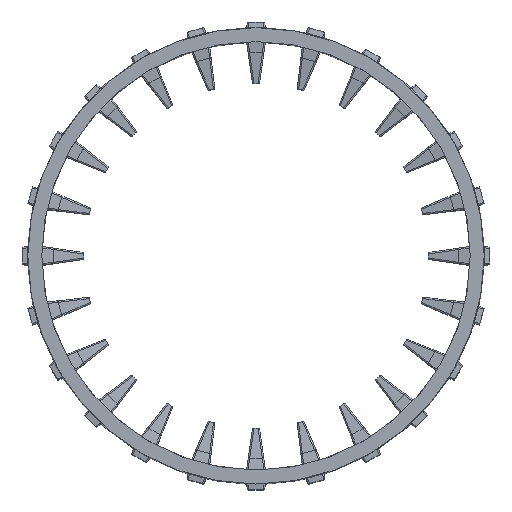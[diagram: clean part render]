
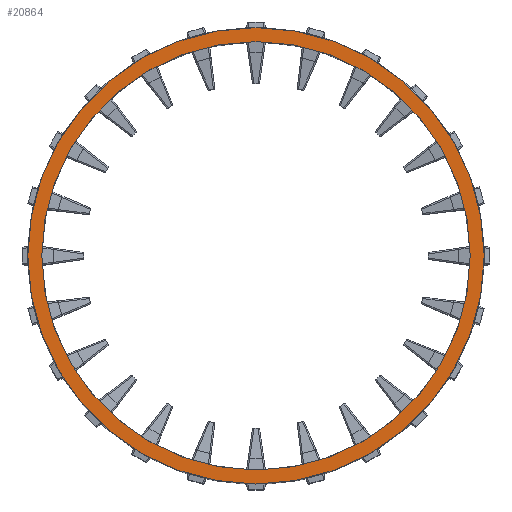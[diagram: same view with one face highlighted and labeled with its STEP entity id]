
A CAD part, top view. The second image highlights one B-rep face of the part: STEP entity #20864.
In plain terms, the highlighted planar face has unit normal (0, 0, 1).
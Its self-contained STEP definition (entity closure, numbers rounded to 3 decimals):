
#2002 = ORIENTED_EDGE ( 'NONE', *, *, #3443, .T. ) ;
#2170 = DIRECTION ( 'NONE',  ( 1., 0., 0. ) ) ;
#2309 = FACE_OUTER_BOUND ( 'NONE', #4837, .T. ) ;
#3001 = CARTESIAN_POINT ( 'NONE',  ( 0., 0., 40. ) ) ;
#3443 = EDGE_CURVE ( 'NONE', #18953, #28153, #16150, .T. ) ;
#3625 = VERTEX_POINT ( 'NONE', #12818 ) ;
#3696 = DIRECTION ( 'NONE',  ( 0., 0., 1. ) ) ;
#4319 = PLANE ( 'NONE',  #25419 ) ;
#4837 = EDGE_LOOP ( 'NONE', ( #2002, #16611 ) ) ;
#5435 = CARTESIAN_POINT ( 'NONE',  ( 76.4, 0., 40. ) ) ;
#5623 = CARTESIAN_POINT ( 'NONE',  ( 0., 0., 40. ) ) ;
#5851 = CIRCLE ( 'NONE', #20564, 76.4 ) ;
#6518 = DIRECTION ( 'NONE',  ( 1., 0., 0. ) ) ;
#6940 = ORIENTED_EDGE ( 'NONE', *, *, #21220, .F. ) ;
#8171 = EDGE_CURVE ( 'NONE', #3625, #14391, #5851, .T. ) ;
#11125 = CARTESIAN_POINT ( 'NONE',  ( 0., 0., 40. ) ) ;
#12818 = CARTESIAN_POINT ( 'NONE',  ( -76.4, 0., 40. ) ) ;
#13688 = DIRECTION ( 'NONE',  ( 0., 0., 1. ) ) ;
#13912 = DIRECTION ( 'NONE',  ( 0., 0., 1. ) ) ;
#14391 = VERTEX_POINT ( 'NONE', #5435 ) ;
#15103 = DIRECTION ( 'NONE',  ( 0., 0., 1. ) ) ;
#15251 = DIRECTION ( 'NONE',  ( 1., 0., 0. ) ) ;
#16150 = CIRCLE ( 'NONE', #16598, 81.4 ) ;
#16598 = AXIS2_PLACEMENT_3D ( 'NONE', #11125, #13688, #6518 ) ;
#16611 = ORIENTED_EDGE ( 'NONE', *, *, #28072, .T. ) ;
#17068 = CARTESIAN_POINT ( 'NONE',  ( 0., 0., 40. ) ) ;
#17970 = CARTESIAN_POINT ( 'NONE',  ( 0., 0., 40. ) ) ;
#18093 = DIRECTION ( 'NONE',  ( 1., 0., 0. ) ) ;
#18953 = VERTEX_POINT ( 'NONE', #19345 ) ;
#19345 = CARTESIAN_POINT ( 'NONE',  ( -81.4, 0., 40. ) ) ;
#19478 = CIRCLE ( 'NONE', #23164, 76.4 ) ;
#19934 = CARTESIAN_POINT ( 'NONE',  ( 81.4, 0., 40. ) ) ;
#19989 = FACE_BOUND ( 'NONE', #22749, .T. ) ;
#20564 = AXIS2_PLACEMENT_3D ( 'NONE', #3001, #13912, #18093 ) ;
#20864 = ADVANCED_FACE ( 'NONE', ( #2309, #19989 ), #4319, .T. ) ;
#21220 = EDGE_CURVE ( 'NONE', #14391, #3625, #19478, .T. ) ;
#21981 = ORIENTED_EDGE ( 'NONE', *, *, #8171, .F. ) ;
#22749 = EDGE_LOOP ( 'NONE', ( #21981, #6940 ) ) ;
#23164 = AXIS2_PLACEMENT_3D ( 'NONE', #5623, #15103, #15251 ) ;
#24597 = DIRECTION ( 'NONE',  ( 0., 0., 1. ) ) ;
#24898 = DIRECTION ( 'NONE',  ( 1., 0., 0. ) ) ;
#25419 = AXIS2_PLACEMENT_3D ( 'NONE', #17970, #24597, #2170 ) ;
#25816 = AXIS2_PLACEMENT_3D ( 'NONE', #17068, #3696, #24898 ) ;
#27191 = CIRCLE ( 'NONE', #25816, 81.4 ) ;
#28072 = EDGE_CURVE ( 'NONE', #28153, #18953, #27191, .T. ) ;
#28153 = VERTEX_POINT ( 'NONE', #19934 ) ;
